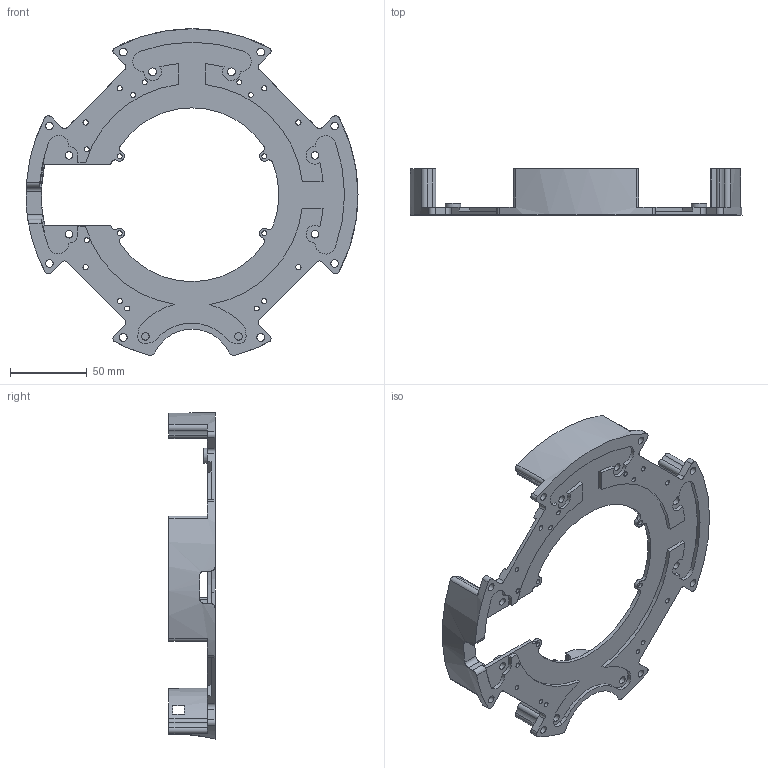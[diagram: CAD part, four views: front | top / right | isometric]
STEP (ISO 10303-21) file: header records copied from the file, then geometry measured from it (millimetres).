
FILE_DESCRIPTION(/* description */ (''),/* implementation_level */ '2;1');
FILE_NAME(/* name */ '[iot2][002][bottom][2].step',/* time_stamp */ '2024-10-29T23:09:37+09:00',/* author */ (''),/* organization */ (''),/* preprocessor_version */ 'ST-DEVELOPER v20',/* originating_system */ 'Autodesk Translation Framework v13.20.0.188',/* authorisation */ '');
FILE_SCHEMA (('AUTOMOTIVE_DESIGN { 1 0 10303 214 3 1 1 }'));
Length unit declared in the file: millimetre
Products named in the file (1): #9442
Bounding box: 215.98 x 30 x 212.41 mm (x, y, z)
Volume: 139056.3 mm3; surface area: 68775.6 mm2
Topology: 1 solids, 1 shells, 271 faces, 771 edges, 514 vertices
Faces by surface type: cylinder 178, plane 90, bspline 2, sphere 1
Full cylindrical faces by diameter (mm): 3.2 x12, 3.4 x8, 5 x22, 10 x6
Entity records: 9462 total; most frequent: CARTESIAN_POINT 1878, DIRECTION 1665, ORIENTED_EDGE 1542, EDGE_CURVE 771, AXIS2_PLACEMENT_3D 647, VERTEX_POINT 514, CIRCLE 377, LINE 371
